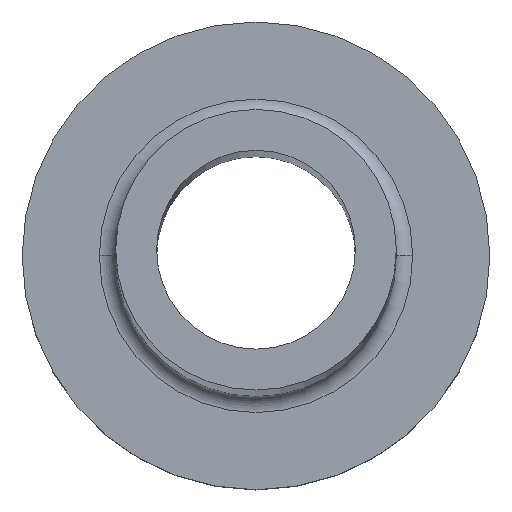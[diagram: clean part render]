
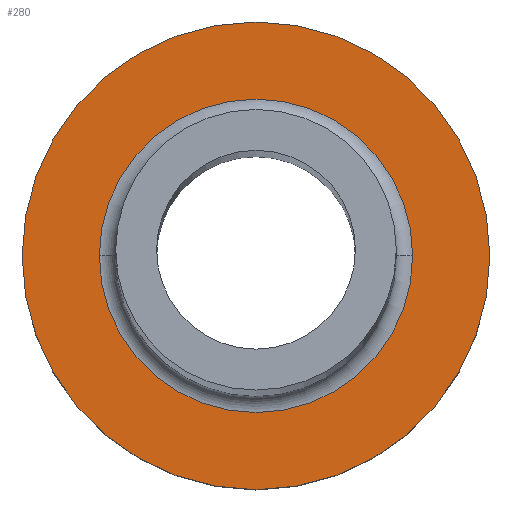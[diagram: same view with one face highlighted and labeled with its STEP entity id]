
A CAD part, top view. The second image highlights one B-rep face of the part: STEP entity #280.
In plain terms, the highlighted planar face has unit normal (0, 0, 1).
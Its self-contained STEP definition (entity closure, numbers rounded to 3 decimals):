
#2 = VERTEX_POINT ( 'NONE', #357 ) ;
#7 = ORIENTED_EDGE ( 'NONE', *, *, #237, .T. ) ;
#10 = CARTESIAN_POINT ( 'NONE',  ( -10., 0., 7. ) ) ;
#24 = ORIENTED_EDGE ( 'NONE', *, *, #179, .T. ) ;
#43 = AXIS2_PLACEMENT_3D ( 'NONE', #118, #267, #262 ) ;
#46 = CARTESIAN_POINT ( 'NONE',  ( 10., 0., 7. ) ) ;
#59 = FACE_BOUND ( 'NONE', #189, .T. ) ;
#69 = AXIS2_PLACEMENT_3D ( 'NONE', #326, #257, #191 ) ;
#72 = CARTESIAN_POINT ( 'NONE',  ( -6.7, 0., 7. ) ) ;
#78 = VERTEX_POINT ( 'NONE', #10 ) ;
#94 = CARTESIAN_POINT ( 'NONE',  ( 0., 0., 7. ) ) ;
#108 = CIRCLE ( 'NONE', #43, 6.7 ) ;
#110 = EDGE_LOOP ( 'NONE', ( #7, #24 ) ) ;
#118 = CARTESIAN_POINT ( 'NONE',  ( 0., 0., 7. ) ) ;
#125 = DIRECTION ( 'NONE',  ( 1., 0., 0. ) ) ;
#127 = DIRECTION ( 'NONE',  ( 0., 0., 1. ) ) ;
#144 = VERTEX_POINT ( 'NONE', #72 ) ;
#155 = AXIS2_PLACEMENT_3D ( 'NONE', #94, #338, #269 ) ;
#161 = PLANE ( 'NONE',  #170 ) ;
#164 = CIRCLE ( 'NONE', #69, 6.7 ) ;
#170 = AXIS2_PLACEMENT_3D ( 'NONE', #278, #346, #125 ) ;
#179 = EDGE_CURVE ( 'NONE', #219, #78, #333, .T. ) ;
#189 = EDGE_LOOP ( 'NONE', ( #363, #314 ) ) ;
#191 = DIRECTION ( 'NONE',  ( 1., 0., 0. ) ) ;
#215 = DIRECTION ( 'NONE',  ( 1., 0., 0. ) ) ;
#219 = VERTEX_POINT ( 'NONE', #46 ) ;
#234 = CARTESIAN_POINT ( 'NONE',  ( 0., 0., 7. ) ) ;
#237 = EDGE_CURVE ( 'NONE', #78, #219, #376, .T. ) ;
#244 = AXIS2_PLACEMENT_3D ( 'NONE', #234, #127, #215 ) ;
#245 = EDGE_CURVE ( 'NONE', #2, #144, #164, .T. ) ;
#257 = DIRECTION ( 'NONE',  ( 0., 0., -1. ) ) ;
#262 = DIRECTION ( 'NONE',  ( 1., 0., 0. ) ) ;
#267 = DIRECTION ( 'NONE',  ( 0., 0., -1. ) ) ;
#269 = DIRECTION ( 'NONE',  ( 1., 0., 0. ) ) ;
#278 = CARTESIAN_POINT ( 'NONE',  ( 0., 0., 7. ) ) ;
#280 = ADVANCED_FACE ( 'NONE', ( #59, #331 ), #161, .T. ) ;
#314 = ORIENTED_EDGE ( 'NONE', *, *, #373, .T. ) ;
#326 = CARTESIAN_POINT ( 'NONE',  ( 0., 0., 7. ) ) ;
#331 = FACE_OUTER_BOUND ( 'NONE', #110, .T. ) ;
#333 = CIRCLE ( 'NONE', #155, 10. ) ;
#338 = DIRECTION ( 'NONE',  ( 0., 0., 1. ) ) ;
#346 = DIRECTION ( 'NONE',  ( 0., 0., 1. ) ) ;
#357 = CARTESIAN_POINT ( 'NONE',  ( 6.7, 0., 7. ) ) ;
#363 = ORIENTED_EDGE ( 'NONE', *, *, #245, .T. ) ;
#373 = EDGE_CURVE ( 'NONE', #144, #2, #108, .T. ) ;
#376 = CIRCLE ( 'NONE', #244, 10. ) ;
